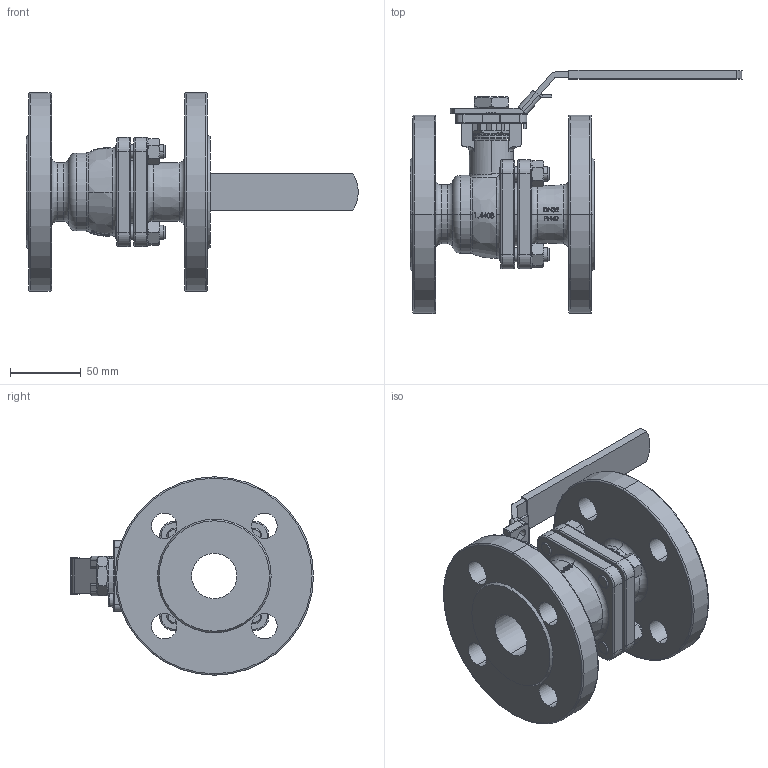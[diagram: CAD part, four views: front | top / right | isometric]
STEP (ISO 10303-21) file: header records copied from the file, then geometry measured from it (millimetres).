
FILE_DESCRIPTION (( 'STEP AP203' ), '1' );
FILE_NAME ('DN32 蚾饜极.STEP', '2017-02-23T01:31:22', ( 'XiTongTianDi' ), ( 'XiTongTianDi.Com' ), 'SwSTEP 2.0', 'SolidWorks 2013', '' );
FILE_SCHEMA (( 'CONFIG_CONTROL_DESIGN' ));
Length unit declared in the file: millimetre
Products named in the file (11): 滅侂菜え; 概极; 源諳菜え; Hex thin nuts-Grades AB-Chamfered GB_GB_FASTENER_NUT_STNAB M16-N; DN32 蚾饜极; 忒梟; Hex lobular socket head cap screws-4.8 GB_GB_HEXAGON_TYPE21 M6X14-14-N; Hexagon nuts grade C GB_GB_FASTENER_NUT_SNC1 M6-N; 嘐隅え; Continous Stud_am_AM -- M10 x 35  N; Hex Nut Style 1_AM_B18.2.4.1M - Hex nut, Style 1,  M10 x 1.5, with 16mm WAF --D-N
Assembly tree (18 placements, depth 2):
  DN32 蚾饜极
    概极
    Hex thin nuts-Grades AB-Chamfered GB_GB_FASTENER_NUT_STNAB M16-N  x2
    忒梟
    Hex lobular socket head cap screws-4.8 GB_GB_HEXAGON_TYPE21 M6X14-14-N
    Hexagon nuts grade C GB_GB_FASTENER_NUT_SNC1 M6-N
    嘐隅え
    Continous Stud_am_AM -- M10 x 35  N  x4
    Hex Nut Style 1_AM_B18.2.4.1M - Hex nut, Style 1,  M10 x 1.5, with 16mm WAF --D-N  x4
    滅侂菜え
    源諳菜え  x2
Bounding box: 234.32 x 171.5 x 140 mm (x, y, z)
Volume: 718688.3 mm3; surface area: 166328.9 mm2
Topology: 20 solids, 20 shells, 1013 faces, 2531 edges, 1601 vertices
Faces by surface type: bspline 306, plane 258, cylinder 198, cone 195, torus 56
Entity records: 54092 total; most frequent: CARTESIAN_POINT 33899, ORIENTED_EDGE 4468, DIRECTION 2949, EDGE_CURVE 2234, VERTEX_POINT 1429, AXIS2_PLACEMENT_3D 1138, B_SPLINE_CURVE_WITH_KNOTS 1004, EDGE_LOOP 979
